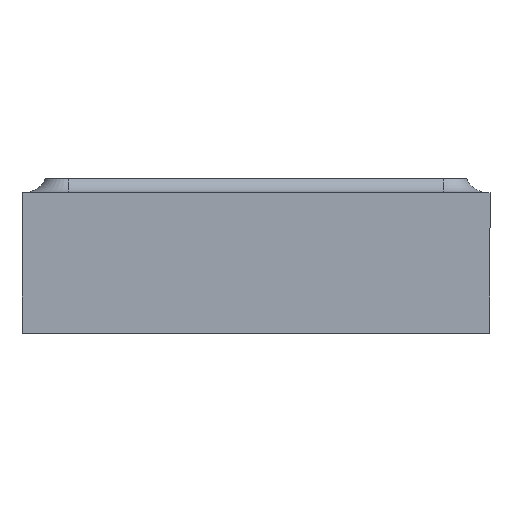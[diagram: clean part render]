
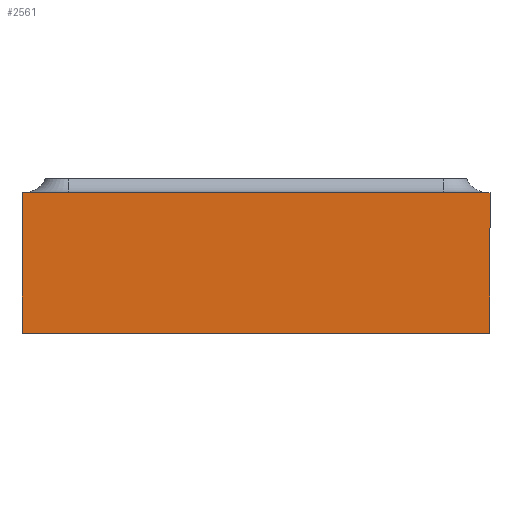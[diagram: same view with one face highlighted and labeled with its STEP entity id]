
A CAD part, front view. The second image highlights one B-rep face of the part: STEP entity #2561.
In plain terms, the highlighted face is planar.
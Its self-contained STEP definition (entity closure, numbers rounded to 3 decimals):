
#222=ORIENTED_EDGE('',*,*,#733,.T.);
#223=ORIENTED_EDGE('',*,*,#761,.F.);
#224=ORIENTED_EDGE('',*,*,#751,.F.);
#225=ORIENTED_EDGE('',*,*,#762,.T.);
#733=EDGE_CURVE('',#1005,#1004,#1186,.T.);
#751=EDGE_CURVE('',#1022,#1019,#1204,.T.);
#761=EDGE_CURVE('',#1019,#1004,#1210,.T.);
#762=EDGE_CURVE('',#1022,#1005,#1211,.T.);
#1004=VERTEX_POINT('',#3178);
#1005=VERTEX_POINT('',#3180);
#1019=VERTEX_POINT('',#3210);
#1022=VERTEX_POINT('',#3215);
#1186=LINE('',#3179,#1313);
#1204=LINE('',#3216,#1331);
#1210=LINE('',#3235,#1337);
#1211=LINE('',#3237,#1338);
#1313=VECTOR('',#2805,1000.);
#1331=VECTOR('',#2825,1000.);
#1337=VECTOR('',#2841,1000.);
#1338=VECTOR('',#2844,1000.);
#1442=EDGE_LOOP('',(#222,#223,#224,#225));
#1571=FACE_BOUND('',#1442,.T.);
#1695=PLANE('',#2682);
#2561=ADVANCED_FACE('',(#1571),#1695,.F.);
#2682=AXIS2_PLACEMENT_3D('',#3236,#2842,#2843);
#2805=DIRECTION('',(0.,1.,0.));
#2825=DIRECTION('',(0.,1.,0.));
#2841=DIRECTION('',(0.,0.,-1.));
#2842=DIRECTION('',(-1.,0.,0.));
#2843=DIRECTION('',(0.,-1.,0.));
#2844=DIRECTION('',(0.,0.,-1.));
#3178=CARTESIAN_POINT('',(-0.404,1.25,0.));
#3179=CARTESIAN_POINT('',(-0.404,0.25,0.));
#3180=CARTESIAN_POINT('',(-0.404,0.25,0.));
#3210=CARTESIAN_POINT('',(-0.404,1.25,0.3));
#3215=CARTESIAN_POINT('',(-0.404,0.25,0.3));
#3216=CARTESIAN_POINT('',(-0.404,0.25,0.3));
#3235=CARTESIAN_POINT('',(-0.404,1.25,0.3));
#3236=CARTESIAN_POINT('',(-0.404,0.25,0.3));
#3237=CARTESIAN_POINT('',(-0.404,0.25,0.3));
